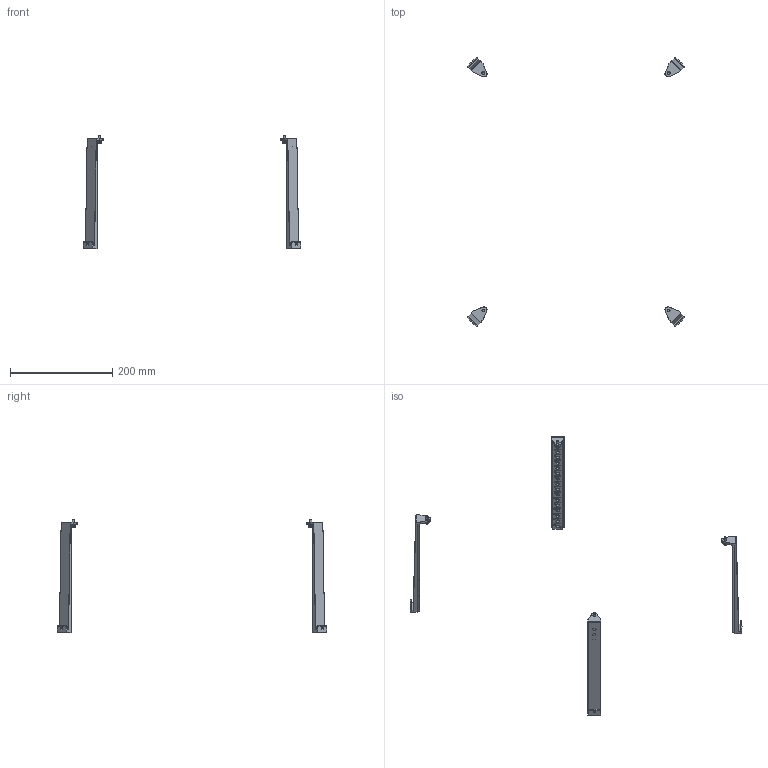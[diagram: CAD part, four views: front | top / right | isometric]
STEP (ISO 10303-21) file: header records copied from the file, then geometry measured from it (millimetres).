
FILE_DESCRIPTION (( 'STEP AP214' ), '1' );
FILE_NAME ('FR10POST.STEP', '2020-10-05T16:32:35', ( '' ), ( '' ), 'SwSTEP 2.0', 'SolidWorks 2019', '' );
FILE_SCHEMA (( 'AUTOMOTIVE_DESIGN' ));
Length unit declared in the file: inch
Products named in the file (1): FR10POST
Bounding box: 425.51 x 527.13 x 221.04 mm (x, y, z)
Volume: 193364.8 mm3; surface area: 86985.2 mm2
Topology: 12 solids, 12 shells, 2068 faces, 5216 edges, 3308 vertices
Faces by surface type: plane 1156, bspline 636, cylinder 272, cone 4
Full cylindrical faces by diameter (mm): 4.826 x4, 5.5 x4, 5.588 x4, 6.35 x64, 9.474 x4, 11 x4
Entity records: 94681 total; most frequent: CARTESIAN_POINT 22969, ORIENTED_EDGE 10128, DIRECTION 7098, EDGE_CURVE 5064, LINE 3392, VECTOR 3392, VERTEX_POINT 3296, EDGE_LOOP 2360
